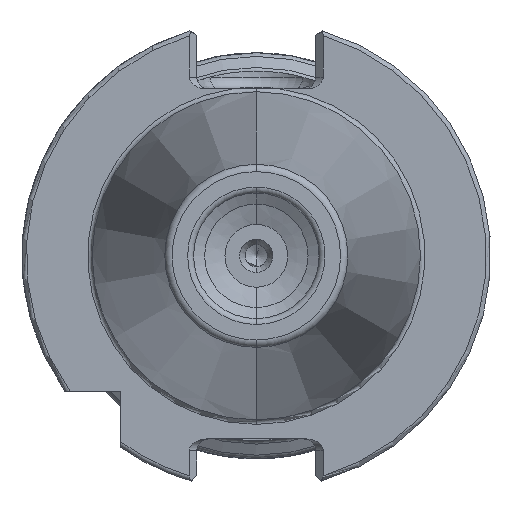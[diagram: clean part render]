
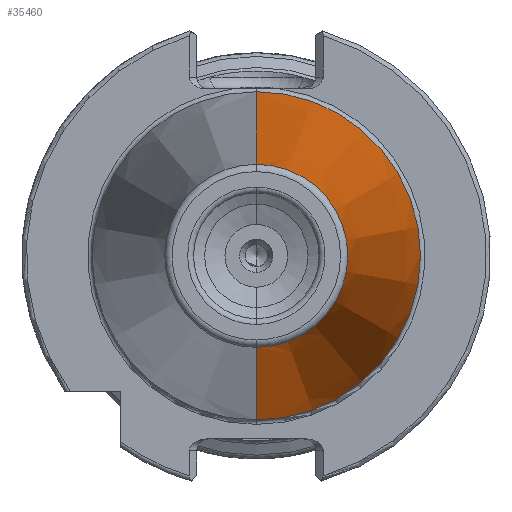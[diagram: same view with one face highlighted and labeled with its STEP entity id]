
A CAD part, left-side view. The second image highlights one B-rep face of the part: STEP entity #35460.
In plain terms, the highlighted conical face has half-angle 8.297 degrees and reference radius 22.225 mm.
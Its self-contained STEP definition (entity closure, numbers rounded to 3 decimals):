
#1091 = EDGE_LOOP ( 'NONE', ( #4607, #4389, #21927, #37314 ) ) ;
#4389 = ORIENTED_EDGE ( 'NONE', *, *, #36706, .F. ) ;
#4607 = ORIENTED_EDGE ( 'NONE', *, *, #22012, .F. ) ;
#14662 = CARTESIAN_POINT ( 'NONE',  ( 0., 0., 0. ) ) ;
#15072 = CONICAL_SURFACE ( 'NONE', #34844, 22.225, 0.145 ) ;
#16468 = AXIS2_PLACEMENT_3D ( 'NONE', #14662, #40466, #18378 ) ;
#18378 = DIRECTION ( 'NONE',  ( 0., 0., 1. ) ) ;
#19712 = DIRECTION ( 'NONE',  ( 0.99, 0., -0.144 ) ) ;
#19855 = CARTESIAN_POINT ( 'NONE',  ( -67.394, 0., -12.397 ) ) ;
#20174 = VERTEX_POINT ( 'NONE', #36855 ) ;
#21057 = DIRECTION ( 'NONE',  ( -1., 0., 0. ) ) ;
#21545 = DIRECTION ( 'NONE',  ( 0., 0., -1. ) ) ;
#21927 = ORIENTED_EDGE ( 'NONE', *, *, #37587, .T. ) ;
#22012 = EDGE_CURVE ( 'NONE', #22374, #20174, #27041, .T. ) ;
#22374 = VERTEX_POINT ( 'NONE', #35391 ) ;
#23056 = LINE ( 'NONE', #37776, #43755 ) ;
#27041 = LINE ( 'NONE', #42360, #45383 ) ;
#28696 = CIRCLE ( 'NONE', #16468, 22.225 ) ;
#29827 = VERTEX_POINT ( 'NONE', #36620 ) ;
#30127 = VERTEX_POINT ( 'NONE', #19855 ) ;
#34844 = AXIS2_PLACEMENT_3D ( 'NONE', #39906, #47260, #21545 ) ;
#35391 = CARTESIAN_POINT ( 'NONE',  ( -67.394, 0., 12.397 ) ) ;
#35460 = ADVANCED_FACE ( 'NONE', ( #37015 ), #15072, .T. ) ;
#36620 = CARTESIAN_POINT ( 'NONE',  ( 0., 0., -22.225 ) ) ;
#36706 = EDGE_CURVE ( 'NONE', #30127, #22374, #46115, .T. ) ;
#36855 = CARTESIAN_POINT ( 'NONE',  ( 0., 0., 22.225 ) ) ;
#37015 = FACE_OUTER_BOUND ( 'NONE', #1091, .T. ) ;
#37314 = ORIENTED_EDGE ( 'NONE', *, *, #41725, .T. ) ;
#37587 = EDGE_CURVE ( 'NONE', #30127, #29827, #23056, .T. ) ;
#37776 = CARTESIAN_POINT ( 'NONE',  ( 0., 0., -22.225 ) ) ;
#38675 = DIRECTION ( 'NONE',  ( 0.99, 0., 0.144 ) ) ;
#39906 = CARTESIAN_POINT ( 'NONE',  ( 0., 0., 0. ) ) ;
#40466 = DIRECTION ( 'NONE',  ( -1., 0., 0. ) ) ;
#41725 = EDGE_CURVE ( 'NONE', #29827, #20174, #28696, .T. ) ;
#42360 = CARTESIAN_POINT ( 'NONE',  ( 0., 0., 22.225 ) ) ;
#43096 = CARTESIAN_POINT ( 'NONE',  ( -67.394, 0., 0. ) ) ;
#43755 = VECTOR ( 'NONE', #19712, 1000. ) ;
#45383 = VECTOR ( 'NONE', #38675, 1000. ) ;
#45935 = AXIS2_PLACEMENT_3D ( 'NONE', #43096, #21057, #46782 ) ;
#46115 = CIRCLE ( 'NONE', #45935, 12.397 ) ;
#46782 = DIRECTION ( 'NONE',  ( 0., 0., 1. ) ) ;
#47260 = DIRECTION ( 'NONE',  ( 1., 0., 0. ) ) ;
